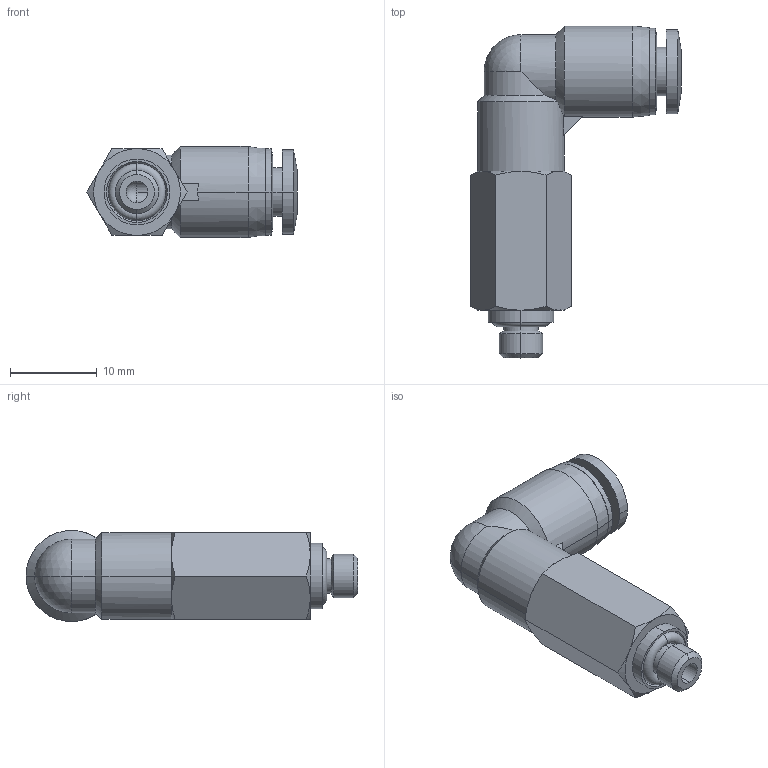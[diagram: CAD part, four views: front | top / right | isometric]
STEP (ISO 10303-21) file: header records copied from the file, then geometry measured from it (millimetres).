
FILE_DESCRIPTION (( 'STEP AP214' ), '1' );
FILE_NAME ('MEL4M-M5.step', '2019-07-30T13:18:51', ( '' ), ( '' ), 'SwSTEP 2.0', 'SolidWorks 2018', '' );
FILE_SCHEMA (( 'AUTOMOTIVE_DESIGN' ));
Length unit declared in the file: inch
Products named in the file (1): MEL4M-M5
Bounding box: 24.22 x 38.25 x 10.5 mm (x, y, z)
Volume: 3286.7 mm3; surface area: 2332.2 mm2
Topology: 1 solids, 1 shells, 78 faces, 192 edges, 120 vertices
Faces by surface type: cone 28, cylinder 25, plane 18, sphere 3, bspline 2, torus 2
Entity records: 2471 total; most frequent: CARTESIAN_POINT 670, ORIENTED_EDGE 378, DIRECTION 359, EDGE_CURVE 189, AXIS2_PLACEMENT_3D 155, VERTEX_POINT 120, EDGE_LOOP 87, CIRCLE 78
